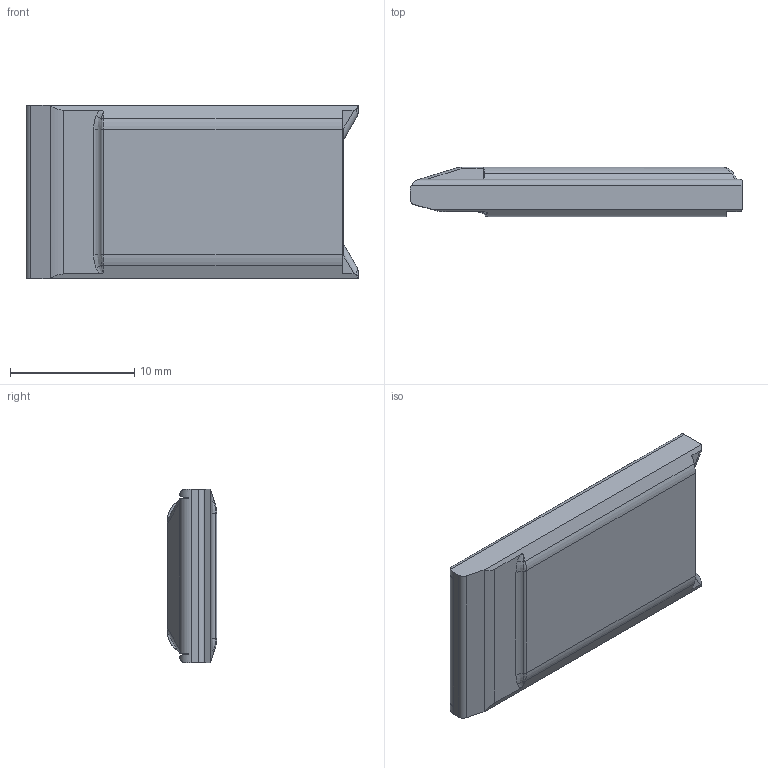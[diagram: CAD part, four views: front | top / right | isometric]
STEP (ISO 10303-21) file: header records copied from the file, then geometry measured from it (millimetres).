
FILE_DESCRIPTION (( 'STEP AP214' ), '1' );
FILE_NAME ('Bat120mAhStep.STEP', '2026-01-21T21:24:17', ( '' ), ( '' ), 'SwSTEP 2.0', 'SolidWorks 2026', '' );
FILE_SCHEMA (( 'AUTOMOTIVE_DESIGN' ));
Length unit declared in the file: millimetre
Products named in the file (1): Bat120mAhStep
Bounding box: 26.75 x 4 x 14 mm (x, y, z)
Volume: 1268.6 mm3; surface area: 1052 mm2
Topology: 1 solids, 1 shells, 367 faces, 981 edges, 646 vertices
Faces by surface type: plane 216, bspline 114, cylinder 31, torus 4, sphere 2
Entity records: 20010 total; most frequent: CARTESIAN_POINT 8321, ORIENTED_EDGE 1962, DIRECTION 1279, EDGE_CURVE 981, VECTOR 671, LINE 671, VERTEX_POINT 646, EDGE_LOOP 397
